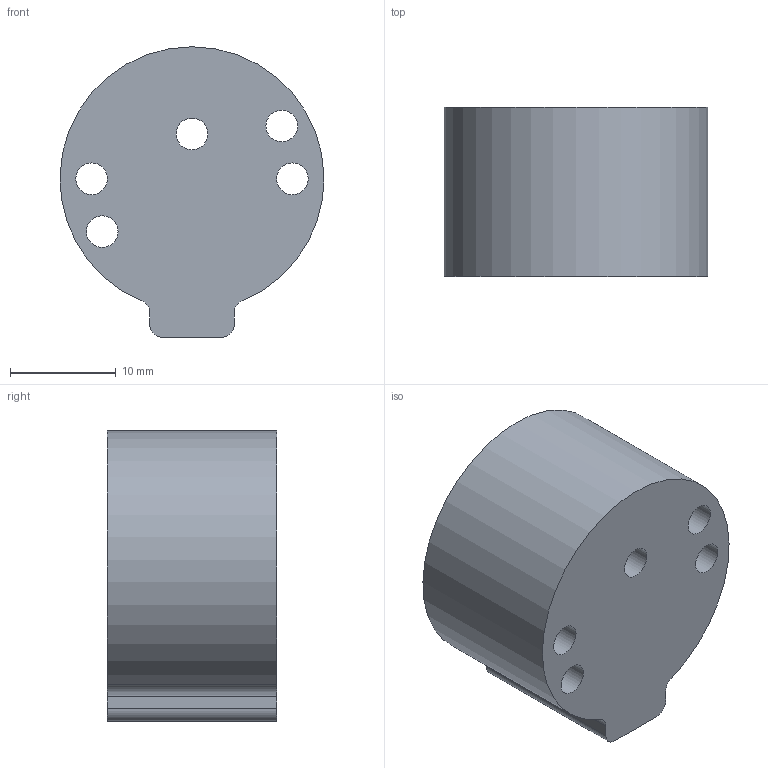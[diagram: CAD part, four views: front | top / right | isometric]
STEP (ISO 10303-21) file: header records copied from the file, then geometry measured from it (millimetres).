
FILE_DESCRIPTION(/* description */ (''),/* implementation_level */ '2;1');
FILE_NAME(/* name */ 'SPECTRE-metal_body.step',/* time_stamp */ '2021-01-06T12:56:23+01:00',/* author */ (''),/* organization */ (''),/* preprocessor_version */ 'ST-DEVELOPER v18.1',/* originating_system */ 'Autodesk Translation Framework v9.7.1.1290',/* authorisation */ '');
FILE_SCHEMA (('AUTOMOTIVE_DESIGN { 1 0 10303 214 3 1 1 }'));
Length unit declared in the file: millimetre
Products named in the file (1): metal_body
Bounding box: 24.99 x 16 x 27.5 mm (x, y, z)
Volume: 6343.2 mm3; surface area: 3567 mm2
Topology: 1 solids, 1 shells, 29 faces, 75 edges, 49 vertices
Faces by surface type: cylinder 16, plane 8, cone 3, torus 2
Full cylindrical faces by diameter (mm): 3 x5, 3.3 x1, 3.332 x1, 5 x1, 5.035 x1, 10 x1, 12 x1
Entity records: 1054 total; most frequent: CARTESIAN_POINT 256, DIRECTION 164, ORIENTED_EDGE 148, EDGE_CURVE 74, AXIS2_PLACEMENT_3D 67, VERTEX_POINT 49, EDGE_LOOP 45, CIRCLE 37
